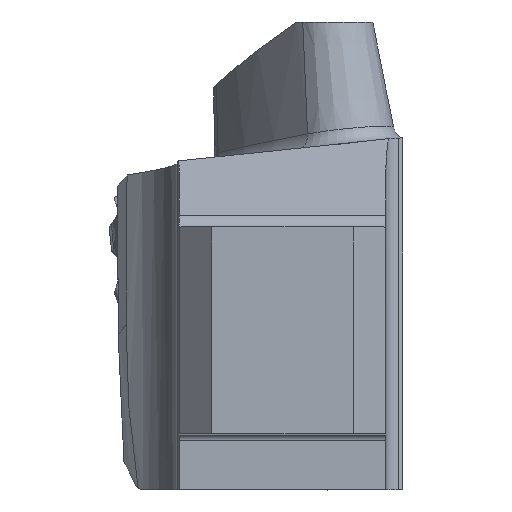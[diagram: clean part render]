
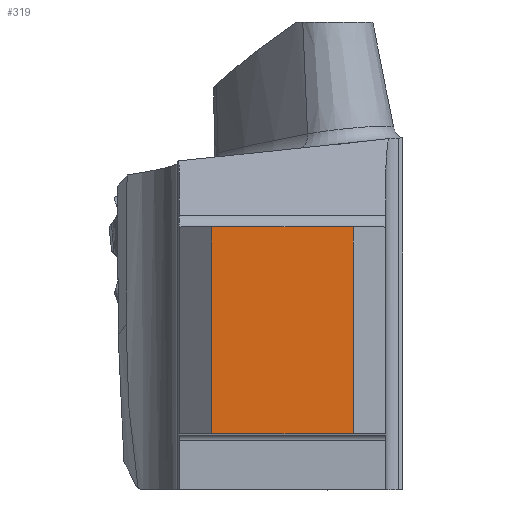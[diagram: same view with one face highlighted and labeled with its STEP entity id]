
A CAD part, top view. The second image highlights one B-rep face of the part: STEP entity #319.
In plain terms, the highlighted planar face has unit normal (0, 0, 1).
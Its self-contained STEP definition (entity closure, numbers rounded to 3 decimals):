
#229=PLANE('',#3693);
#319=ADVANCED_FACE('CU_BACK_SU1',(#562),#229,.F.);
#562=FACE_OUTER_BOUND('',#748,.T.);
#748=EDGE_LOOP('',(#1674,#1675,#1676,#1677));
#1117=LINE('',#4926,#1375);
#1118=LINE('',#4929,#1376);
#1119=LINE('',#4931,#1377);
#1120=LINE('',#4933,#1378);
#1375=VECTOR('',#4037,1.);
#1376=VECTOR('',#4038,1.);
#1377=VECTOR('',#4039,1.);
#1378=VECTOR('',#4040,1.);
#1674=ORIENTED_EDGE('',*,*,#3065,.F.);
#1675=ORIENTED_EDGE('',*,*,#3066,.T.);
#1676=ORIENTED_EDGE('',*,*,#3067,.T.);
#1677=ORIENTED_EDGE('',*,*,#3068,.T.);
#2717=VERTEX_POINT('',#4927);
#2718=VERTEX_POINT('',#4928);
#2719=VERTEX_POINT('',#4930);
#2720=VERTEX_POINT('',#4932);
#3065=EDGE_CURVE('',#2717,#2718,#1117,.T.);
#3066=EDGE_CURVE('',#2717,#2719,#1118,.T.);
#3067=EDGE_CURVE('',#2719,#2720,#1119,.T.);
#3068=EDGE_CURVE('',#2720,#2718,#1120,.T.);
#3693=AXIS2_PLACEMENT_3D('',#4934,#4041,#4042);
#4037=DIRECTION('',(0.,1.,0.));
#4038=DIRECTION('',(1.,0.,0.));
#4039=DIRECTION('',(0.,1.,0.));
#4040=DIRECTION('',(-1.,0.,0.));
#4041=DIRECTION('',(0.,0.,-1.));
#4042=DIRECTION('',(0.113,-0.994,0.));
#4926=CARTESIAN_POINT('',(-15.975,0.,0.));
#4927=CARTESIAN_POINT('',(-15.975,0.,0.));
#4928=CARTESIAN_POINT('',(-15.975,18.975,0.));
#4929=CARTESIAN_POINT('',(22.949,0.,0.));
#4930=CARTESIAN_POINT('',(-3.,0.,0.));
#4931=CARTESIAN_POINT('',(-3.,0.,0.));
#4932=CARTESIAN_POINT('',(-3.,18.975,0.));
#4933=CARTESIAN_POINT('',(22.949,18.975,0.));
#4934=CARTESIAN_POINT('',(22.949,38.975,0.));
